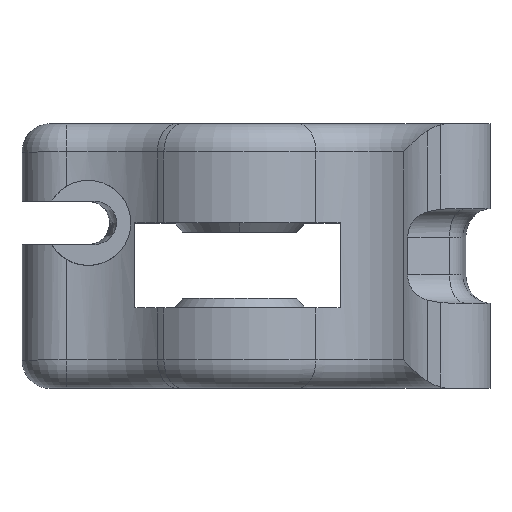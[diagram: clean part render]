
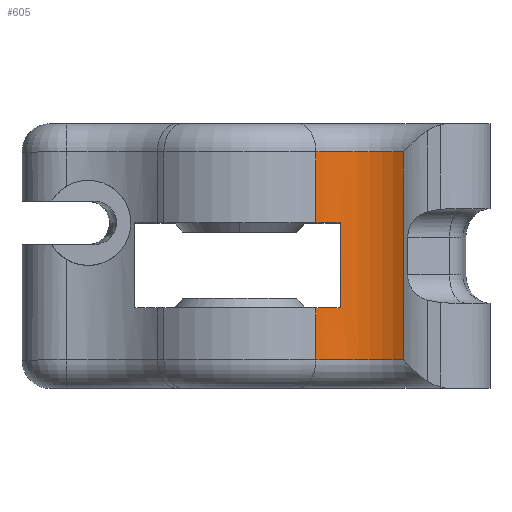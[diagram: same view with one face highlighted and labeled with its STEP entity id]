
A CAD part, top view. The second image highlights one B-rep face of the part: STEP entity #605.
In plain terms, the highlighted cylindrical face has radius 7.588 mm (diameter 15.176 mm), a partial arc.
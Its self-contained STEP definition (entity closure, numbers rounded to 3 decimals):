
#5 = DIRECTION ( 'NONE',  ( 0., -1., 0. ) ) ;
#80 = DIRECTION ( 'NONE',  ( 1., 0., 0. ) ) ;
#113 = CIRCLE ( 'NONE', #1524, 7.588 ) ;
#157 = LINE ( 'NONE', #534, #161 ) ;
#161 = VECTOR ( 'NONE', #532, 1000. ) ;
#275 = CARTESIAN_POINT ( 'NONE',  ( 21.915, 11.371, 17.52 ) ) ;
#349 = DIRECTION ( 'NONE',  ( 1., 0., 0. ) ) ;
#352 = CARTESIAN_POINT ( 'NONE',  ( 21.915, -8.129, 17.52 ) ) ;
#452 = DIRECTION ( 'NONE',  ( 0., -1., 0. ) ) ;
#532 = DIRECTION ( 'NONE',  ( 0., -1., 0. ) ) ;
#534 = CARTESIAN_POINT ( 'NONE',  ( 19.281, -2.629, 10.404 ) ) ;
#605 = ADVANCED_FACE ( 'NONE', ( #1412 ), #1420, .F. ) ;
#696 = VERTEX_POINT ( 'NONE', #2123 ) ;
#746 = EDGE_CURVE ( 'NONE', #1343, #1039, #1131, .T. ) ;
#747 = EDGE_CURVE ( 'NONE', #696, #1344, #2226, .T. ) ;
#748 = EDGE_CURVE ( 'NONE', #2430, #696, #2228, .T. ) ;
#749 = EDGE_CURVE ( 'NONE', #2430, #1048, #2230, .T. ) ;
#751 = EDGE_CURVE ( 'NONE', #1039, #1048, #2231, .T. ) ;
#820 = EDGE_CURVE ( 'NONE', #1343, #2412, #113, .T. ) ;
#854 = EDGE_CURVE ( 'NONE', #1036, #2412, #157, .T. ) ;
#877 = EDGE_CURVE ( 'NONE', #1344, #1036, #2623, .T. ) ;
#892 = AXIS2_PLACEMENT_3D ( 'NONE', #275, #5, #80 ) ;
#1012 = EDGE_LOOP ( 'NONE', ( #2164, #2163, #2162, #2161, #2160, #2159, #2158, #2157 ) ) ;
#1036 = VERTEX_POINT ( 'NONE', #1138 ) ;
#1039 = VERTEX_POINT ( 'NONE', #1133 ) ;
#1048 = VERTEX_POINT ( 'NONE', #1280 ) ;
#1131 = LINE ( 'NONE', #1956, #2227 ) ;
#1133 = CARTESIAN_POINT ( 'NONE',  ( 16.709, -13.629, 12. ) ) ;
#1138 = CARTESIAN_POINT ( 'NONE',  ( 19.281, 0.871, 10.404 ) ) ;
#1162 = CARTESIAN_POINT ( 'NONE',  ( 16.709, -8.129, 12. ) ) ;
#1190 = DIRECTION ( 'NONE',  ( 1., 0., 0. ) ) ;
#1202 = CARTESIAN_POINT ( 'NONE',  ( 19.281, -8.129, 10.404 ) ) ;
#1230 = CARTESIAN_POINT ( 'NONE',  ( 16.709, 0.871, 12. ) ) ;
#1273 = DIRECTION ( 'NONE',  ( 0., -1., 0. ) ) ;
#1280 = CARTESIAN_POINT ( 'NONE',  ( 25.971, -13.629, 11.107 ) ) ;
#1304 = CARTESIAN_POINT ( 'NONE',  ( 21.915, 0.871, 17.52 ) ) ;
#1314 = CARTESIAN_POINT ( 'NONE',  ( 25.971, 8.371, 11.107 ) ) ;
#1343 = VERTEX_POINT ( 'NONE', #1162 ) ;
#1344 = VERTEX_POINT ( 'NONE', #1230 ) ;
#1412 = FACE_OUTER_BOUND ( 'NONE', #1012, .T. ) ;
#1420 = CYLINDRICAL_SURFACE ( 'NONE', #892, 7.588 ) ;
#1499 = AXIS2_PLACEMENT_3D ( 'NONE', #1304, #1273, #1190 ) ;
#1524 = AXIS2_PLACEMENT_3D ( 'NONE', #352, #452, #349 ) ;
#1546 = AXIS2_PLACEMENT_3D ( 'NONE', #1929, #1928, #1927 ) ;
#1547 = AXIS2_PLACEMENT_3D ( 'NONE', #1949, #1948, #1947 ) ;
#1927 = DIRECTION ( 'NONE',  ( -1., 0., 0. ) ) ;
#1928 = DIRECTION ( 'NONE',  ( 0., -1., 0. ) ) ;
#1929 = CARTESIAN_POINT ( 'NONE',  ( 21.915, -13.629, 17.52 ) ) ;
#1947 = DIRECTION ( 'NONE',  ( 1., 0., 0. ) ) ;
#1948 = DIRECTION ( 'NONE',  ( 0., 1., 0. ) ) ;
#1949 = CARTESIAN_POINT ( 'NONE',  ( 21.915, 8.371, 17.52 ) ) ;
#1953 = DIRECTION ( 'NONE',  ( 0., -1., 0. ) ) ;
#1954 = DIRECTION ( 'NONE',  ( 0., -1., 0. ) ) ;
#1955 = CARTESIAN_POINT ( 'NONE',  ( 25.971, 11.371, 11.107 ) ) ;
#1956 = CARTESIAN_POINT ( 'NONE',  ( 16.709, 11.371, 12. ) ) ;
#1959 = CARTESIAN_POINT ( 'NONE',  ( 16.709, 11.371, 12. ) ) ;
#1973 = DIRECTION ( 'NONE',  ( 0., -1., 0. ) ) ;
#2123 = CARTESIAN_POINT ( 'NONE',  ( 16.709, 8.371, 12. ) ) ;
#2157 = ORIENTED_EDGE ( 'NONE', *, *, #751, .T. ) ;
#2158 = ORIENTED_EDGE ( 'NONE', *, *, #746, .T. ) ;
#2159 = ORIENTED_EDGE ( 'NONE', *, *, #820, .F. ) ;
#2160 = ORIENTED_EDGE ( 'NONE', *, *, #854, .T. ) ;
#2161 = ORIENTED_EDGE ( 'NONE', *, *, #877, .T. ) ;
#2162 = ORIENTED_EDGE ( 'NONE', *, *, #747, .T. ) ;
#2163 = ORIENTED_EDGE ( 'NONE', *, *, #748, .T. ) ;
#2164 = ORIENTED_EDGE ( 'NONE', *, *, #749, .F. ) ;
#2226 = LINE ( 'NONE', #1959, #2229 ) ;
#2227 = VECTOR ( 'NONE', #1954, 1000. ) ;
#2228 = CIRCLE ( 'NONE', #1547, 7.588 ) ;
#2229 = VECTOR ( 'NONE', #1953, 1000. ) ;
#2230 = LINE ( 'NONE', #1955, #2232 ) ;
#2231 = CIRCLE ( 'NONE', #1546, 7.588 ) ;
#2232 = VECTOR ( 'NONE', #1973, 1000. ) ;
#2412 = VERTEX_POINT ( 'NONE', #1202 ) ;
#2430 = VERTEX_POINT ( 'NONE', #1314 ) ;
#2623 = CIRCLE ( 'NONE', #1499, 7.588 ) ;
